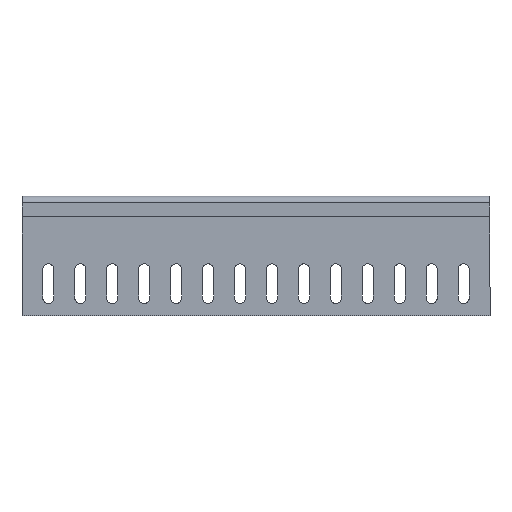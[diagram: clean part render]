
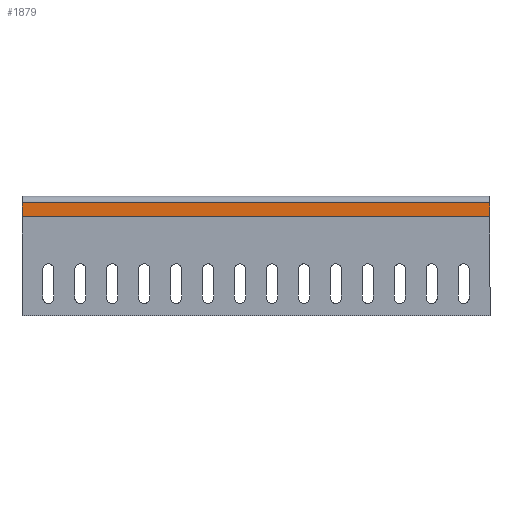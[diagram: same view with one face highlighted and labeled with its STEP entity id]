
A CAD part, top view. The second image highlights one B-rep face of the part: STEP entity #1879.
In plain terms, the highlighted planar face has unit normal (0, 0, 1).
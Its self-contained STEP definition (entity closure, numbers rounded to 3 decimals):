
#5 = DIRECTION ( 'NONE',  ( 0., -1., 0. ) ) ;
#11 = CARTESIAN_POINT ( 'NONE',  ( -146.5, 62., 8. ) ) ;
#36 = CARTESIAN_POINT ( 'NONE',  ( -146.5, 70.659, 8. ) ) ;
#54 = DIRECTION ( 'NONE',  ( -1., 0., 0. ) ) ;
#58 = CARTESIAN_POINT ( 'NONE',  ( 146.5, 62., 8. ) ) ;
#59 = DIRECTION ( 'NONE',  ( 0., 1., 0. ) ) ;
#223 = VERTEX_POINT ( 'NONE', #2121 ) ;
#241 = VERTEX_POINT ( 'NONE', #2103 ) ;
#250 = VERTEX_POINT ( 'NONE', #2095 ) ;
#279 = VERTEX_POINT ( 'NONE', #2066 ) ;
#305 = EDGE_CURVE ( 'NONE', #250, #279, #1584, .T. ) ;
#357 = EDGE_CURVE ( 'NONE', #279, #223, #937, .T. ) ;
#359 = EDGE_CURVE ( 'NONE', #241, #250, #902, .T. ) ;
#360 = EDGE_CURVE ( 'NONE', #241, #223, #936, .T. ) ;
#532 = AXIS2_PLACEMENT_3D ( 'NONE', #1965, #1974, #1973 ) ;
#802 = FACE_OUTER_BOUND ( 'NONE', #1823, .T. ) ;
#888 = VECTOR ( 'NONE', #5, 1000. ) ;
#899 = VECTOR ( 'NONE', #59, 1000. ) ;
#902 = LINE ( 'NONE', #58, #888 ) ;
#930 = VECTOR ( 'NONE', #54, 1000. ) ;
#936 = LINE ( 'NONE', #36, #930 ) ;
#937 = LINE ( 'NONE', #11, #899 ) ;
#1584 = LINE ( 'NONE', #2029, #1744 ) ;
#1731 = ORIENTED_EDGE ( 'NONE', *, *, #357, .F. ) ;
#1732 = ORIENTED_EDGE ( 'NONE', *, *, #359, .F. ) ;
#1739 = ORIENTED_EDGE ( 'NONE', *, *, #360, .T. ) ;
#1743 = ORIENTED_EDGE ( 'NONE', *, *, #305, .F. ) ;
#1744 = VECTOR ( 'NONE', #2024, 1000. ) ;
#1823 = EDGE_LOOP ( 'NONE', ( #1732, #1739, #1731, #1743 ) ) ;
#1879 = ADVANCED_FACE ( 'NONE', ( #802 ), #1979, .F. ) ;
#1965 = CARTESIAN_POINT ( 'NONE',  ( -146.5, 152., 8. ) ) ;
#1973 = DIRECTION ( 'NONE',  ( 1., 0., 0. ) ) ;
#1974 = DIRECTION ( 'NONE',  ( 0., 0., -1. ) ) ;
#1979 = PLANE ( 'NONE',  #532 ) ;
#2024 = DIRECTION ( 'NONE',  ( -1., 0., 0. ) ) ;
#2029 = CARTESIAN_POINT ( 'NONE',  ( -146.5, 62., 8. ) ) ;
#2066 = CARTESIAN_POINT ( 'NONE',  ( -146.5, 62., 8. ) ) ;
#2095 = CARTESIAN_POINT ( 'NONE',  ( 146.5, 62., 8. ) ) ;
#2103 = CARTESIAN_POINT ( 'NONE',  ( 146.5, 70.659, 8. ) ) ;
#2121 = CARTESIAN_POINT ( 'NONE',  ( -146.5, 70.659, 8. ) ) ;
